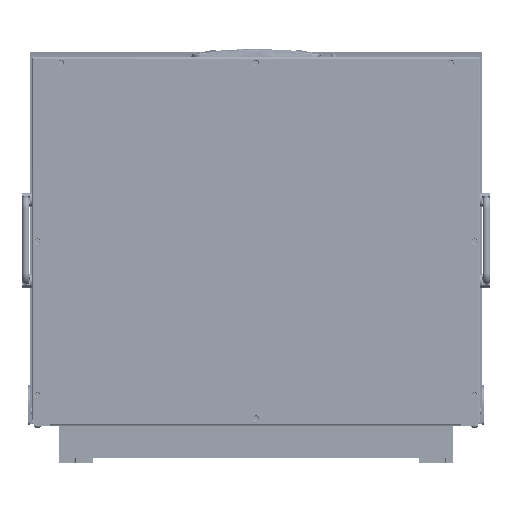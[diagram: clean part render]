
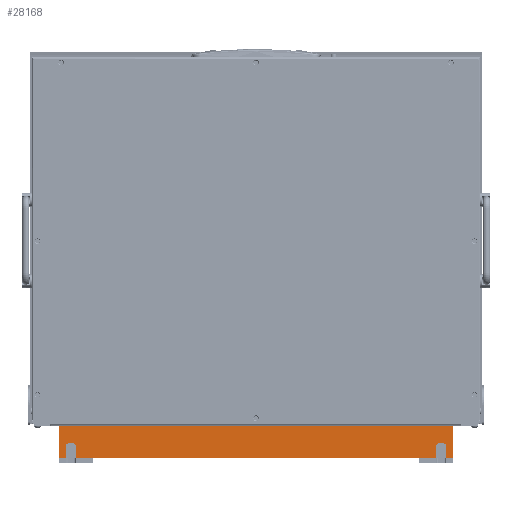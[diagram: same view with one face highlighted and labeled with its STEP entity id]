
A CAD part, front view. The second image highlights one B-rep face of the part: STEP entity #28168.
In plain terms, the highlighted planar face has unit normal (0, -1, 0).
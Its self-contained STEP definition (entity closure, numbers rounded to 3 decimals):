
#41 = EDGE_CURVE ( 'NONE', #62486, #77457, #43497, .T. ) ;
#476 = EDGE_CURVE ( 'NONE', #21856, #62885, #3916, .T. ) ;
#830 = DIRECTION ( 'NONE',  ( 0., 0., -1. ) ) ;
#2243 = LINE ( 'NONE', #35085, #21361 ) ;
#2893 = VERTEX_POINT ( 'NONE', #87213 ) ;
#3107 = AXIS2_PLACEMENT_3D ( 'NONE', #3225, #30147, #9612 ) ;
#3225 = CARTESIAN_POINT ( 'NONE',  ( 224., -4., 5. ) ) ;
#3317 = VERTEX_POINT ( 'NONE', #78217 ) ;
#3620 = CARTESIAN_POINT ( 'NONE',  ( 233., -4., 5. ) ) ;
#3916 = LINE ( 'NONE', #88357, #17270 ) ;
#4320 = AXIS2_PLACEMENT_3D ( 'NONE', #32408, #82649, #18780 ) ;
#4493 = CARTESIAN_POINT ( 'NONE',  ( -242., -4., 20. ) ) ;
#4676 = ORIENTED_EDGE ( 'NONE', *, *, #61055, .T. ) ;
#4684 = EDGE_CURVE ( 'NONE', #66547, #61281, #13534, .T. ) ;
#5094 = ORIENTED_EDGE ( 'NONE', *, *, #41, .F. ) ;
#5933 = CARTESIAN_POINT ( 'NONE',  ( -230., -4., 2. ) ) ;
#7041 = VERTEX_POINT ( 'NONE', #51278 ) ;
#7296 = EDGE_CURVE ( 'NONE', #75552, #3317, #10637, .T. ) ;
#7574 = VERTEX_POINT ( 'NONE', #74484 ) ;
#8193 = CIRCLE ( 'NONE', #12545, 3. ) ;
#9612 = DIRECTION ( 'NONE',  ( 0., 0., 1. ) ) ;
#9756 = ORIENTED_EDGE ( 'NONE', *, *, #7296, .T. ) ;
#10311 = EDGE_CURVE ( 'NONE', #66217, #75552, #20304, .T. ) ;
#10637 = LINE ( 'NONE', #66366, #64942 ) ;
#11840 = ORIENTED_EDGE ( 'NONE', *, *, #20085, .T. ) ;
#12545 = AXIS2_PLACEMENT_3D ( 'NONE', #68903, #54702, #830 ) ;
#13534 = LINE ( 'NONE', #68408, #14907 ) ;
#14907 = VECTOR ( 'NONE', #40933, 1000. ) ;
#16122 = CARTESIAN_POINT ( 'NONE',  ( -242., -4., -20. ) ) ;
#16766 = LINE ( 'NONE', #37309, #79697 ) ;
#17244 = VECTOR ( 'NONE', #80744, 1000. ) ;
#17270 = VECTOR ( 'NONE', #31736, 1000. ) ;
#17934 = DIRECTION ( 'NONE',  ( 0., 0., 1. ) ) ;
#18028 = DIRECTION ( 'NONE',  ( 0., 0., -1. ) ) ;
#18780 = DIRECTION ( 'NONE',  ( 0., 0., -1. ) ) ;
#20028 = ORIENTED_EDGE ( 'NONE', *, *, #86281, .T. ) ;
#20085 = EDGE_CURVE ( 'NONE', #36912, #85182, #32306, .T. ) ;
#20304 = CIRCLE ( 'NONE', #4320, 3. ) ;
#21361 = VECTOR ( 'NONE', #35547, 1000. ) ;
#21856 = VERTEX_POINT ( 'NONE', #29093 ) ;
#24128 = LINE ( 'NONE', #4493, #17244 ) ;
#24889 = EDGE_CURVE ( 'NONE', #80183, #3317, #26491, .T. ) ;
#25461 = DIRECTION ( 'NONE',  ( -1., 0., 0. ) ) ;
#25691 = ORIENTED_EDGE ( 'NONE', *, *, #4684, .T. ) ;
#25911 = CARTESIAN_POINT ( 'NONE',  ( -233., -4., 5. ) ) ;
#26491 = LINE ( 'NONE', #69008, #31388 ) ;
#28168 = ADVANCED_FACE ( 'NONE', ( #32152 ), #54059, .T. ) ;
#29093 = CARTESIAN_POINT ( 'NONE',  ( 233., -4., 20. ) ) ;
#29317 = DIRECTION ( 'NONE',  ( 0., 0., -1. ) ) ;
#29332 = DIRECTION ( 'NONE',  ( -1., 0., 0. ) ) ;
#30147 = DIRECTION ( 'NONE',  ( 0., 1., 0. ) ) ;
#31310 = AXIS2_PLACEMENT_3D ( 'NONE', #66928, #60015, #18028 ) ;
#31388 = VECTOR ( 'NONE', #82669, 1000. ) ;
#31736 = DIRECTION ( 'NONE',  ( 0., 0., -1. ) ) ;
#32152 = FACE_OUTER_BOUND ( 'NONE', #59656, .T. ) ;
#32306 = LINE ( 'NONE', #88071, #36374 ) ;
#32408 = CARTESIAN_POINT ( 'NONE',  ( -230., -4., 5. ) ) ;
#33106 = VECTOR ( 'NONE', #49636, 1000. ) ;
#33765 = DIRECTION ( 'NONE',  ( 0., 0., 1. ) ) ;
#34392 = EDGE_CURVE ( 'NONE', #51723, #61281, #16766, .T. ) ;
#35085 = CARTESIAN_POINT ( 'NONE',  ( -242., -4., 20. ) ) ;
#35458 = LINE ( 'NONE', #85253, #33106 ) ;
#35547 = DIRECTION ( 'NONE',  ( 1., 0., 0. ) ) ;
#36374 = VECTOR ( 'NONE', #25461, 1000. ) ;
#36912 = VERTEX_POINT ( 'NONE', #62360 ) ;
#37024 = CARTESIAN_POINT ( 'NONE',  ( -242., -4., 20. ) ) ;
#37309 = CARTESIAN_POINT ( 'NONE',  ( -242., -4., 20. ) ) ;
#37690 = DIRECTION ( 'NONE',  ( -1., 0., 0. ) ) ;
#38203 = DIRECTION ( 'NONE',  ( 1., 0., 0. ) ) ;
#39933 = VECTOR ( 'NONE', #29317, 1000. ) ;
#40313 = LINE ( 'NONE', #68216, #39933 ) ;
#40933 = DIRECTION ( 'NONE',  ( 0., 0., 1. ) ) ;
#41073 = CARTESIAN_POINT ( 'NONE',  ( 230., -4., 5. ) ) ;
#42137 = EDGE_CURVE ( 'NONE', #62885, #36912, #83613, .T. ) ;
#43497 = LINE ( 'NONE', #16122, #68223 ) ;
#43702 = EDGE_CURVE ( 'NONE', #7574, #66217, #65088, .T. ) ;
#45212 = ORIENTED_EDGE ( 'NONE', *, *, #75474, .F. ) ;
#49636 = DIRECTION ( 'NONE',  ( 0., 0., -1. ) ) ;
#50999 = ORIENTED_EDGE ( 'NONE', *, *, #24889, .F. ) ;
#51278 = CARTESIAN_POINT ( 'NONE',  ( 242., -4., 20. ) ) ;
#51433 = EDGE_CURVE ( 'NONE', #7041, #62486, #35458, .T. ) ;
#51723 = VERTEX_POINT ( 'NONE', #82407 ) ;
#51982 = ORIENTED_EDGE ( 'NONE', *, *, #476, .T. ) ;
#53140 = CARTESIAN_POINT ( 'NONE',  ( 242., -4., -20. ) ) ;
#53310 = CARTESIAN_POINT ( 'NONE',  ( 221., -4., 5. ) ) ;
#54059 = PLANE ( 'NONE',  #31310 ) ;
#54671 = ORIENTED_EDGE ( 'NONE', *, *, #43702, .T. ) ;
#54702 = DIRECTION ( 'NONE',  ( 0., 1., 0. ) ) ;
#55253 = DIRECTION ( 'NONE',  ( 0., 1., 0. ) ) ;
#55755 = ORIENTED_EDGE ( 'NONE', *, *, #10311, .T. ) ;
#57886 = ORIENTED_EDGE ( 'NONE', *, *, #58021, .T. ) ;
#58021 = EDGE_CURVE ( 'NONE', #85182, #66547, #67251, .T. ) ;
#58869 = AXIS2_PLACEMENT_3D ( 'NONE', #41073, #55253, #33765 ) ;
#59656 = EDGE_LOOP ( 'NONE', ( #9756, #50999, #45212, #5094, #86929, #78617, #51982, #72228, #11840, #57886, #25691, #64503, #4676, #20028, #54671, #55755 ) ) ;
#60015 = DIRECTION ( 'NONE',  ( 0., -1., 0. ) ) ;
#61055 = EDGE_CURVE ( 'NONE', #51723, #2893, #40313, .T. ) ;
#61281 = VERTEX_POINT ( 'NONE', #74836 ) ;
#62360 = CARTESIAN_POINT ( 'NONE',  ( 230., -4., 2. ) ) ;
#62486 = VERTEX_POINT ( 'NONE', #53140 ) ;
#62885 = VERTEX_POINT ( 'NONE', #3620 ) ;
#64503 = ORIENTED_EDGE ( 'NONE', *, *, #34392, .F. ) ;
#64629 = CARTESIAN_POINT ( 'NONE',  ( -230., -4., 2. ) ) ;
#64942 = VECTOR ( 'NONE', #17934, 1000. ) ;
#65088 = LINE ( 'NONE', #64629, #67891 ) ;
#66217 = VERTEX_POINT ( 'NONE', #5933 ) ;
#66366 = CARTESIAN_POINT ( 'NONE',  ( -233., -4., 20. ) ) ;
#66547 = VERTEX_POINT ( 'NONE', #53310 ) ;
#66928 = CARTESIAN_POINT ( 'NONE',  ( 242., -4., -20. ) ) ;
#67251 = CIRCLE ( 'NONE', #3107, 3. ) ;
#67891 = VECTOR ( 'NONE', #37690, 1000. ) ;
#68216 = CARTESIAN_POINT ( 'NONE',  ( -221., -4., 20. ) ) ;
#68223 = VECTOR ( 'NONE', #29332, 1000. ) ;
#68408 = CARTESIAN_POINT ( 'NONE',  ( 221., -4., 20. ) ) ;
#68903 = CARTESIAN_POINT ( 'NONE',  ( -224., -4., 5. ) ) ;
#69008 = CARTESIAN_POINT ( 'NONE',  ( -242., -4., 20. ) ) ;
#72228 = ORIENTED_EDGE ( 'NONE', *, *, #42137, .T. ) ;
#73970 = EDGE_CURVE ( 'NONE', #21856, #7041, #2243, .T. ) ;
#74484 = CARTESIAN_POINT ( 'NONE',  ( -224., -4., 2. ) ) ;
#74836 = CARTESIAN_POINT ( 'NONE',  ( 221., -4., 20. ) ) ;
#75474 = EDGE_CURVE ( 'NONE', #77457, #80183, #24128, .T. ) ;
#75552 = VERTEX_POINT ( 'NONE', #25911 ) ;
#77457 = VERTEX_POINT ( 'NONE', #88578 ) ;
#77748 = CARTESIAN_POINT ( 'NONE',  ( 224., -4., 2. ) ) ;
#78217 = CARTESIAN_POINT ( 'NONE',  ( -233., -4., 20. ) ) ;
#78617 = ORIENTED_EDGE ( 'NONE', *, *, #73970, .F. ) ;
#79697 = VECTOR ( 'NONE', #38203, 1000. ) ;
#80183 = VERTEX_POINT ( 'NONE', #37024 ) ;
#80744 = DIRECTION ( 'NONE',  ( 0., 0., 1. ) ) ;
#82407 = CARTESIAN_POINT ( 'NONE',  ( -221., -4., 20. ) ) ;
#82649 = DIRECTION ( 'NONE',  ( 0., 1., 0. ) ) ;
#82669 = DIRECTION ( 'NONE',  ( 1., 0., 0. ) ) ;
#83613 = CIRCLE ( 'NONE', #58869, 3. ) ;
#85182 = VERTEX_POINT ( 'NONE', #77748 ) ;
#85253 = CARTESIAN_POINT ( 'NONE',  ( 242., -4., 20. ) ) ;
#86281 = EDGE_CURVE ( 'NONE', #2893, #7574, #8193, .T. ) ;
#86929 = ORIENTED_EDGE ( 'NONE', *, *, #51433, .F. ) ;
#87213 = CARTESIAN_POINT ( 'NONE',  ( -221., -4., 5. ) ) ;
#88071 = CARTESIAN_POINT ( 'NONE',  ( 230., -4., 2. ) ) ;
#88357 = CARTESIAN_POINT ( 'NONE',  ( 233., -4., 20. ) ) ;
#88578 = CARTESIAN_POINT ( 'NONE',  ( -242., -4., -20. ) ) ;
